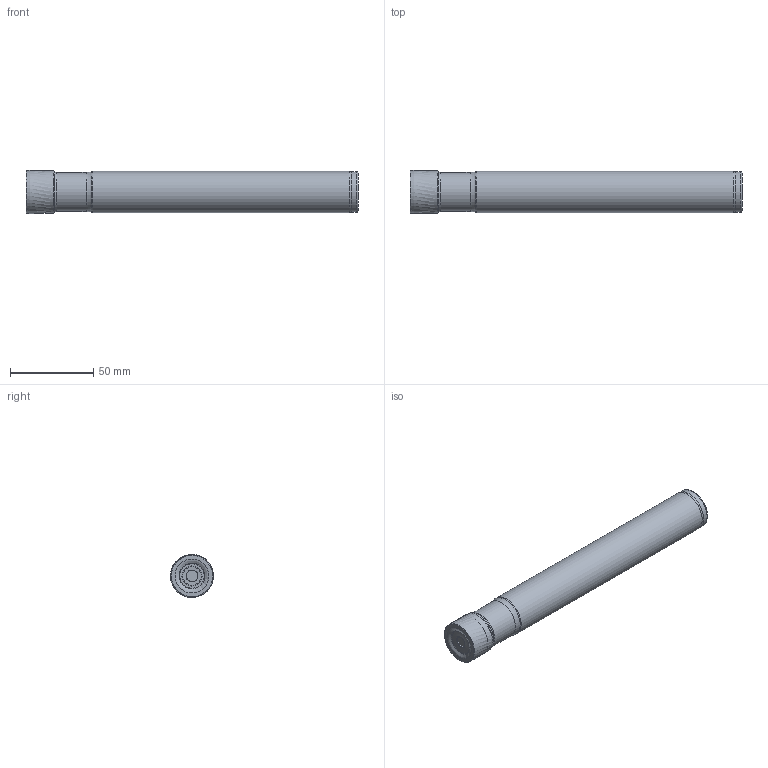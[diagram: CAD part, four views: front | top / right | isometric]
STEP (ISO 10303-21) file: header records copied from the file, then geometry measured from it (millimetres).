
FILE_DESCRIPTION(/* description */ (''),/* implementation_level */ '2;1');
FILE_NAME(/* name */ 'AEM90-AP1705-D26-C25-L200-Z02.stp',/* time_stamp */ '2023-10-19T11:02:56+03:00',/* author */ (''),/* organization */ (''),/* preprocessor_version */ 'ST-DEVELOPER v19.4',/* originating_system */ 'SIEMENS PLM Software NX2306.3001',/* authorisation */ '');
FILE_SCHEMA (('AUTOMOTIVE_DESIGN { 1 0 10303 214 3 1 1 1 }'));
Length unit declared in the file: millimetre
Products named in the file (1): AEM90-AP1705-D26-C25-L200-Z02
Bounding box: 199.97 x 25.96 x 25.96 mm (x, y, z)
Volume: 104007.4 mm3; surface area: 18962.7 mm2
Topology: 2 solids, 2 shells, 34 faces, 78 edges, 47 vertices
Faces by surface type: revolution 14, torus 7, cone 6, cylinder 4, plane 3
Full cylindrical faces by diameter (mm): 23.5 x1, 24.5 x1, 24.8 x1, 25 x1
Entity records: 1034 total; most frequent: CARTESIAN_POINT 287, DIRECTION 122, EDGE_LOOP 66, ORIENTED_EDGE 66, FACE_BOUND 64, AXIS2_PLACEMENT_3D 54, ADVANCED_FACE 34, VERTEX_POINT 33
